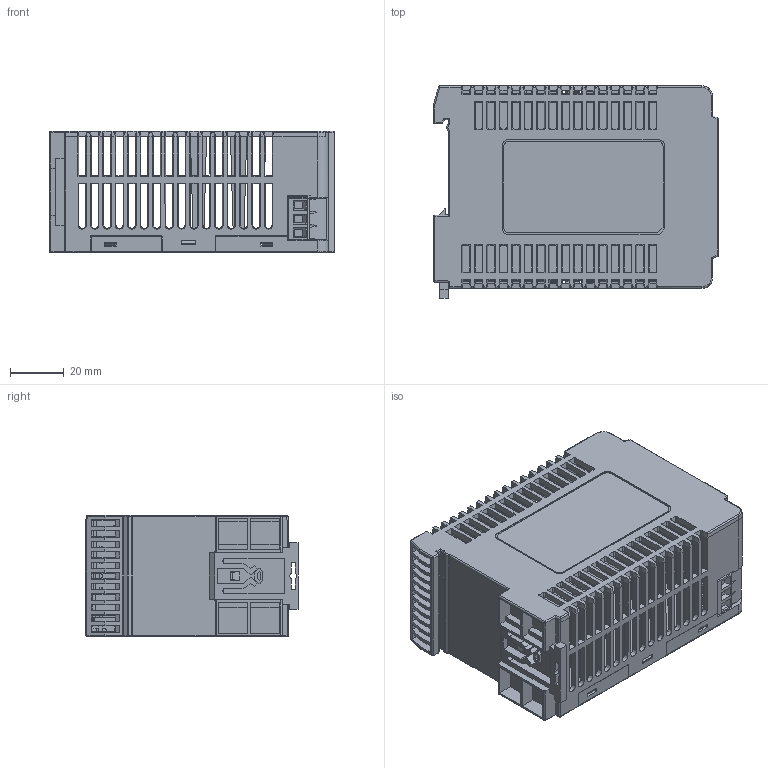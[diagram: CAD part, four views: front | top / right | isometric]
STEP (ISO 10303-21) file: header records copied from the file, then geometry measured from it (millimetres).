
FILE_DESCRIPTION (( 'STEP AP214' ), '1' );
FILE_NAME ('PSV24-100S.STEP', '2018-09-07T16:30:52', ( '' ), ( '' ), 'SwSTEP 2.0', 'SolidWorks 2017', '' );
FILE_SCHEMA (( 'AUTOMOTIVE_DESIGN' ));
Length unit declared in the file: inch
Products named in the file (1): PSV24-100S
Bounding box: 105.5 x 78.6 x 45 mm (x, y, z)
Volume: 70301.5 mm3; surface area: 96424.9 mm2
Topology: 12 solids, 15 shells, 2809 faces, 7891 edges, 5100 vertices
Faces by surface type: plane 2200, cylinder 337, cone 152, bspline 58, torus 44, sphere 18
Full cylindrical faces by diameter (mm): 0.583 x3, 0.707 x2, 0.743 x10, 0.905 x10, 2 x2, 2.8 x1, 3.4 x1, 3.5 x1, 3.9 x7, 4 x9, 4.013 x7
Entity records: 93709 total; most frequent: CARTESIAN_POINT 21687, ORIENTED_EDGE 15542, DIRECTION 13453, EDGE_CURVE 7771, LINE 6517, VECTOR 6517, VERTEX_POINT 5077, AXIS2_PLACEMENT_3D 3468
